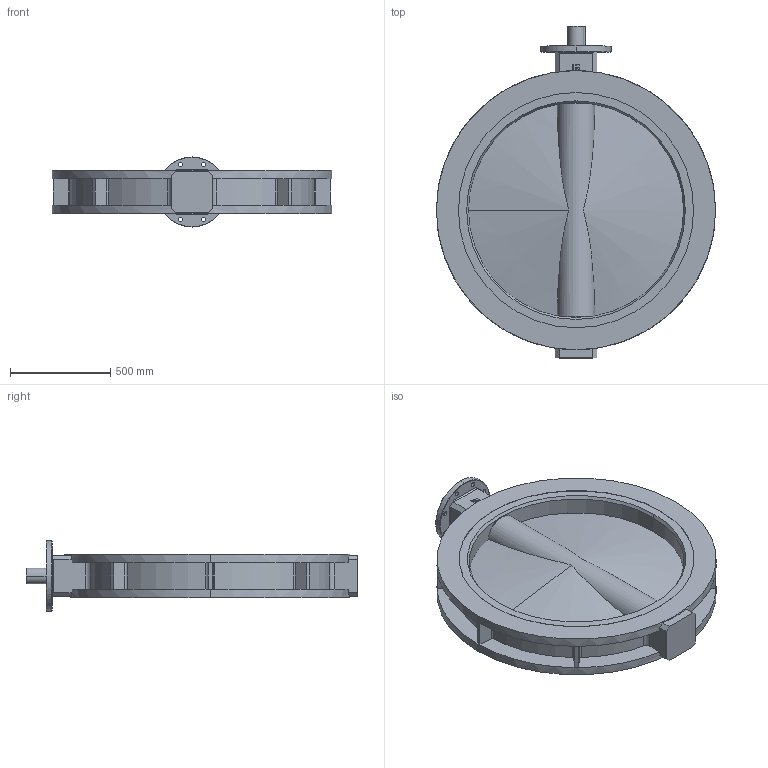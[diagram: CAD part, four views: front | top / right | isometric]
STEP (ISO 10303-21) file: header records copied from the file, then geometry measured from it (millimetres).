
FILE_DESCRIPTION (( 'STEP AP214' ), '1' );
FILE_NAME ('D41100.step', '2013-07-31T06:29:07', ( 'mbuehlmann' ), ( '' ), 'SwSTEP 2.0', 'SolidWorks 2012', '' );
FILE_SCHEMA (( 'AUTOMOTIVE_DESIGN' ));
Length unit declared in the file: millimetre
Products named in the file (6): ia-Logo26; ia-Keil_ia-Keil1100; ia-scheibe250_ia-scheibe1100; ia-Dichtungbasic_Dichtung1100; BO.D41100.__; D41100
Assembly tree (5 placements, depth 2):
  D41100
    BO.D41100.__
    ia-Dichtungbasic_Dichtung1100
    ia-scheibe250_ia-scheibe1100
    ia-Keil_ia-Keil1100
    ia-Logo26
Bounding box: 1395 x 1658 x 350 mm (x, y, z)
Volume: 171246700.2 mm3; surface area: 7878757.3 mm2
Topology: 5 solids, 5 shells, 172 faces, 464 edges, 302 vertices
Faces by surface type: plane 78, cylinder 64, cone 16, torus 12, sphere 2
Entity records: 6073 total; most frequent: CARTESIAN_POINT 1426, DIRECTION 947, ORIENTED_EDGE 922, EDGE_CURVE 461, AXIS2_PLACEMENT_3D 346, VERTEX_POINT 301, VECTOR 255, LINE 255
